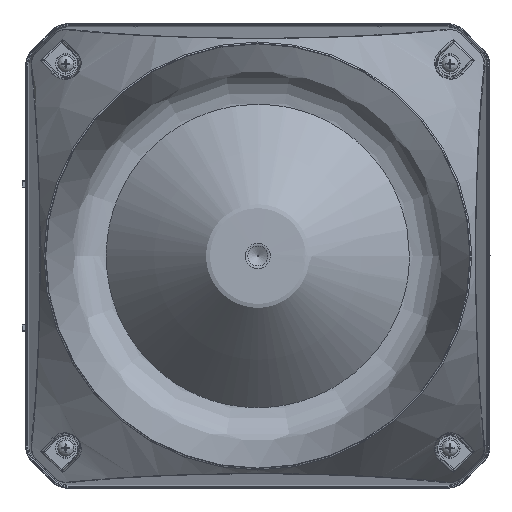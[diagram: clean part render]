
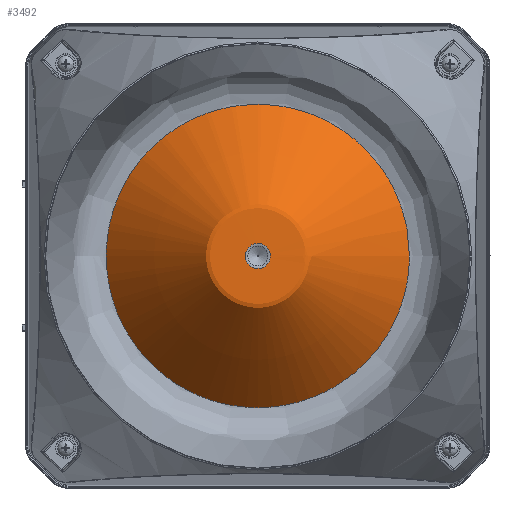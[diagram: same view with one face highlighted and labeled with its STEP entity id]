
A CAD part, left-side view. The second image highlights one B-rep face of the part: STEP entity #3492.
In plain terms, the highlighted face is a revolution surface.
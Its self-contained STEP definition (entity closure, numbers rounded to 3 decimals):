
#973=SURFACE_OF_REVOLUTION('',#977,#975);
#975=AXIS1_PLACEMENT('',#33226,#25900);
#977=(
BOUNDED_CURVE()
B_SPLINE_CURVE(5,(#33162,#33163,#33164,#33165,#33166,#33167,#33168,#33169,
#33170,#33171,#33172,#33173,#33174,#33175,#33176,#33177,#33178,#33179,#33180,
#33181,#33182,#33183,#33184,#33185,#33186,#33187,#33188,#33189,#33190,#33191,
#33192,#33193,#33194,#33195,#33196,#33197,#33198,#33199,#33200,#33201,#33202,
#33203,#33204,#33205,#33206,#33207,#33208,#33209,#33210,#33211,#33212,#33213,
#33214,#33215,#33216,#33217,#33218,#33219,#33220,#33221,#33222,#33223,#33224,
#33225),.UNSPECIFIED.,.F.,.F.)
B_SPLINE_CURVE_WITH_KNOTS((6,4,4,4,4,4,4,4,4,4,4,4,4,5,5,6),(0.,0.118,
0.164,0.17,0.176,0.187,
0.199,0.21,0.233,0.245,0.257,
0.28,0.305,0.982,0.995,1.),
 .UNSPECIFIED.)
CURVE()
GEOMETRIC_REPRESENTATION_ITEM()
RATIONAL_B_SPLINE_CURVE((1.,1.,1.,1.,1.,1.,1.,1.,1.,1.,1.,1.,1.,1.,1.,1.,
1.,1.,1.,1.,1.,1.,1.,1.,1.,1.,1.,1.,1.,1.,1.,1.,1.,1.,1.,1.,1.,1.,1.,1.,
1.,1.,1.,1.,1.,1.,1.,1.,1.,1.,1.,1.,1.,1.,0.934,0.901,
0.901,0.934,1.,0.972,0.95,
0.933,0.923,0.919))
REPRESENTATION_ITEM('')
);
#1541=FACE_BOUND('',#6767,.T.);
#1542=FACE_BOUND('',#6768,.T.);
#1874=CIRCLE('',#23036,74.17);
#1876=CIRCLE('',#23039,6.17);
#3492=ADVANCED_FACE('',(#1541,#1542),#973,.T.);
#6767=EDGE_LOOP('',(#8531));
#6768=EDGE_LOOP('',(#8532));
#8531=ORIENTED_EDGE('',*,*,#17048,.T.);
#8532=ORIENTED_EDGE('',*,*,#17050,.T.);
#15083=VERTEX_POINT('',#33156);
#15085=VERTEX_POINT('',#33161);
#17048=EDGE_CURVE('',#15083,#15083,#1874,.T.);
#17050=EDGE_CURVE('',#15085,#15085,#1876,.T.);
#23036=AXIS2_PLACEMENT_3D('',#33155,#25892,#25893);
#23039=AXIS2_PLACEMENT_3D('',#33160,#25898,#25899);
#25892=DIRECTION('',(0.,0.,1.));
#25893=DIRECTION('',(-1.,0.,0.));
#25898=DIRECTION('',(0.,0.,-1.));
#25899=DIRECTION('',(-0.707,0.707,0.));
#25900=DIRECTION('',(0.,0.,-1.));
#33155=CARTESIAN_POINT('',(0.,0.,-54.918));
#33156=CARTESIAN_POINT('',(-74.17,0.,-54.918));
#33160=CARTESIAN_POINT('',(0.,0.,-2.049));
#33161=CARTESIAN_POINT('',(-4.363,4.363,-2.049));
#33162=CARTESIAN_POINT('',(-4.363,-4.363,-2.049));
#33163=CARTESIAN_POINT('',(-5.9,-5.9,-2.049));
#33164=CARTESIAN_POINT('',(-7.437,-7.437,-2.049));
#33165=CARTESIAN_POINT('',(-8.974,-8.974,-2.049));
#33166=CARTESIAN_POINT('',(-10.512,-10.512,-2.049));
#33167=CARTESIAN_POINT('',(-12.651,-12.651,-2.049));
#33168=CARTESIAN_POINT('',(-13.254,-13.254,-2.048));
#33169=CARTESIAN_POINT('',(-13.856,-13.856,-2.048));
#33170=CARTESIAN_POINT('',(-14.459,-14.459,-2.048));
#33171=CARTESIAN_POINT('',(-15.136,-15.136,-2.049));
#33172=CARTESIAN_POINT('',(-15.212,-15.212,-2.049));
#33173=CARTESIAN_POINT('',(-15.287,-15.287,-2.049));
#33174=CARTESIAN_POINT('',(-15.362,-15.362,-2.049));
#33175=CARTESIAN_POINT('',(-15.513,-15.513,-2.05));
#33176=CARTESIAN_POINT('',(-15.588,-15.588,-2.051));
#33177=CARTESIAN_POINT('',(-15.663,-15.663,-2.052));
#33178=CARTESIAN_POINT('',(-15.738,-15.738,-2.054));
#33179=CARTESIAN_POINT('',(-15.964,-15.964,-2.063));
#33180=CARTESIAN_POINT('',(-16.115,-16.115,-2.073));
#33181=CARTESIAN_POINT('',(-16.265,-16.265,-2.087));
#33182=CARTESIAN_POINT('',(-16.415,-16.415,-2.107));
#33183=CARTESIAN_POINT('',(-16.714,-16.714,-2.161));
#33184=CARTESIAN_POINT('',(-16.863,-16.863,-2.195));
#33185=CARTESIAN_POINT('',(-17.01,-17.01,-2.236));
#33186=CARTESIAN_POINT('',(-17.156,-17.156,-2.286));
#33187=CARTESIAN_POINT('',(-17.447,-17.447,-2.405));
#33188=CARTESIAN_POINT('',(-17.589,-17.589,-2.472));
#33189=CARTESIAN_POINT('',(-17.729,-17.729,-2.548));
#33190=CARTESIAN_POINT('',(-17.867,-17.867,-2.632));
#33191=CARTESIAN_POINT('',(-18.276,-18.276,-2.909));
#33192=CARTESIAN_POINT('',(-18.537,-18.537,-3.124));
#33193=CARTESIAN_POINT('',(-18.788,-18.788,-3.362));
#33194=CARTESIAN_POINT('',(-19.029,-19.029,-3.618));
#33195=CARTESIAN_POINT('',(-19.378,-19.378,-4.022));
#33196=CARTESIAN_POINT('',(-19.493,-19.493,-4.16));
#33197=CARTESIAN_POINT('',(-19.605,-19.605,-4.301));
#33198=CARTESIAN_POINT('',(-19.717,-19.717,-4.445));
#33199=CARTESIAN_POINT('',(-19.936,-19.936,-4.736));
#33200=CARTESIAN_POINT('',(-20.045,-20.045,-4.884));
#33201=CARTESIAN_POINT('',(-20.152,-20.152,-5.034));
#33202=CARTESIAN_POINT('',(-20.258,-20.258,-5.185));
#33203=CARTESIAN_POINT('',(-20.574,-20.574,-5.641));
#33204=CARTESIAN_POINT('',(-20.781,-20.781,-5.95));
#33205=CARTESIAN_POINT('',(-20.986,-20.986,-6.261));
#33206=CARTESIAN_POINT('',(-21.19,-21.19,-6.574));
#33207=CARTESIAN_POINT('',(-21.62,-21.62,-7.23));
#33208=CARTESIAN_POINT('',(-21.814,-21.814,-7.526));
#33209=CARTESIAN_POINT('',(-22.,-22.,-7.806));
#33210=CARTESIAN_POINT('',(-22.196,-22.196,-8.101));
#33211=CARTESIAN_POINT('',(-28.443,-28.443,-17.441));
#33212=CARTESIAN_POINT('',(-34.463,-34.463,-26.442));
#33213=CARTESIAN_POINT('',(-40.482,-40.482,-35.443));
#33214=CARTESIAN_POINT('',(-46.502,-46.502,-44.444));
#33215=CARTESIAN_POINT('',(-52.522,-52.522,-53.445));
#33216=CARTESIAN_POINT('',(-52.636,-52.636,-53.616));
#33217=CARTESIAN_POINT('',(-52.715,-52.715,-53.831));
#33218=CARTESIAN_POINT('',(-52.745,-52.745,-54.071));
#33219=CARTESIAN_POINT('',(-52.723,-52.723,-54.311));
#33220=CARTESIAN_POINT('',(-52.658,-52.658,-54.528));
#33221=CARTESIAN_POINT('',(-52.631,-52.631,-54.617));
#33222=CARTESIAN_POINT('',(-52.595,-52.595,-54.702));
#33223=CARTESIAN_POINT('',(-52.553,-52.553,-54.782));
#33224=CARTESIAN_POINT('',(-52.503,-52.503,-54.854));
#33225=CARTESIAN_POINT('',(-52.446,-52.446,-54.918));
#33226=CARTESIAN_POINT('',(0.,0.,20.334));
